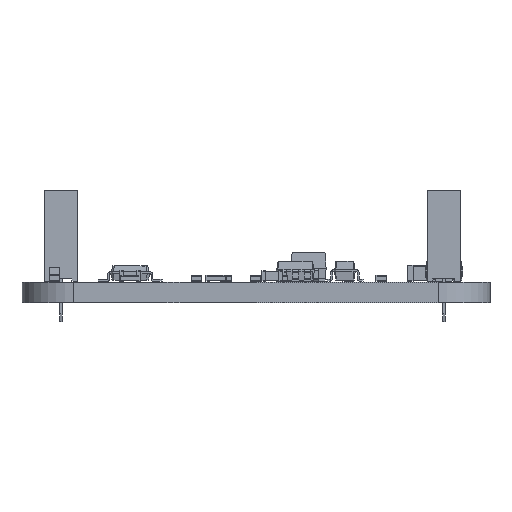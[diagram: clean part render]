
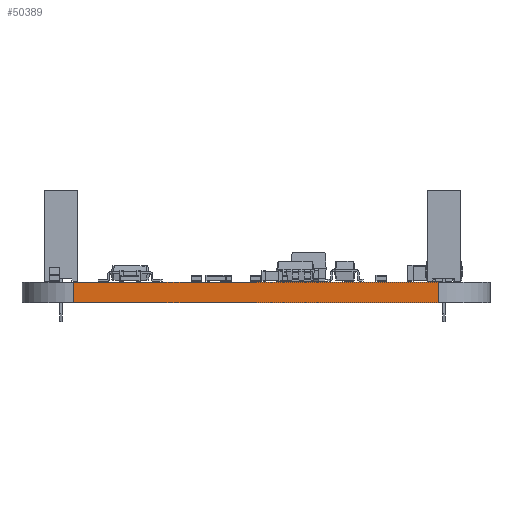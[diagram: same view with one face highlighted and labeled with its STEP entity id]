
A CAD part, left-side view. The second image highlights one B-rep face of the part: STEP entity #50389.
In plain terms, the highlighted planar face has unit normal (-1, 0, 0).
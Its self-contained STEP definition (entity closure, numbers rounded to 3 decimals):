
#50206 = CYLINDRICAL_SURFACE('',#50207,4.);
#50207 = AXIS2_PLACEMENT_3D('',#50208,#50209,#50210);
#50208 = CARTESIAN_POINT('',(123.33,-75.43,0.));
#50209 = DIRECTION('',(0.,0.,-1.));
#50210 = DIRECTION('',(1.,0.,0.));
#50231 = VERTEX_POINT('',#50232);
#50232 = CARTESIAN_POINT('',(119.33,-75.43,1.6));
#50247 = PLANE('',#50248);
#50248 = AXIS2_PLACEMENT_3D('',#50249,#50250,#50251);
#50249 = CARTESIAN_POINT('',(148.83,-89.43,1.6));
#50250 = DIRECTION('',(0.,0.,1.));
#50251 = DIRECTION('',(1.,0.,0.));
#50259 = EDGE_CURVE('',#50260,#50231,#50262,.T.);
#50260 = VERTEX_POINT('',#50261);
#50261 = CARTESIAN_POINT('',(119.33,-75.43,0.));
#50262 = SURFACE_CURVE('',#50263,(#50267,#50274),.PCURVE_S1.);
#50263 = LINE('',#50264,#50265);
#50264 = CARTESIAN_POINT('',(119.33,-75.43,0.));
#50265 = VECTOR('',#50266,1.);
#50266 = DIRECTION('',(0.,0.,1.));
#50267 = PCURVE('',#50206,#50268);
#50268 = DEFINITIONAL_REPRESENTATION('',(#50269),#50273);
#50269 = LINE('',#50270,#50271);
#50270 = CARTESIAN_POINT('',(-3.142,0.));
#50271 = VECTOR('',#50272,1.);
#50272 = DIRECTION('',(0.,-1.));
#50273 = ( GEOMETRIC_REPRESENTATION_CONTEXT(2) 
PARAMETRIC_REPRESENTATION_CONTEXT() REPRESENTATION_CONTEXT('2D SPACE',''
  ) );
#50274 = PCURVE('',#50275,#50280);
#50275 = PLANE('',#50276);
#50276 = AXIS2_PLACEMENT_3D('',#50277,#50278,#50279);
#50277 = CARTESIAN_POINT('',(119.33,-75.43,0.));
#50278 = DIRECTION('',(1.,0.,0.));
#50279 = DIRECTION('',(0.,-1.,0.));
#50280 = DEFINITIONAL_REPRESENTATION('',(#50281),#50285);
#50281 = LINE('',#50282,#50283);
#50282 = CARTESIAN_POINT('',(0.,0.));
#50283 = VECTOR('',#50284,1.);
#50284 = DIRECTION('',(0.,-1.));
#50285 = ( GEOMETRIC_REPRESENTATION_CONTEXT(2) 
PARAMETRIC_REPRESENTATION_CONTEXT() REPRESENTATION_CONTEXT('2D SPACE',''
  ) );
#50302 = PLANE('',#50303);
#50303 = AXIS2_PLACEMENT_3D('',#50304,#50305,#50306);
#50304 = CARTESIAN_POINT('',(148.83,-89.43,0.));
#50305 = DIRECTION('',(0.,0.,1.));
#50306 = DIRECTION('',(1.,0.,0.));
#50389 = ADVANCED_FACE('',(#50390),#50275,.F.);
#50390 = FACE_BOUND('',#50391,.F.);
#50391 = EDGE_LOOP('',(#50392,#50393,#50416,#50444));
#50392 = ORIENTED_EDGE('',*,*,#50259,.T.);
#50393 = ORIENTED_EDGE('',*,*,#50394,.T.);
#50394 = EDGE_CURVE('',#50231,#50395,#50397,.T.);
#50395 = VERTEX_POINT('',#50396);
#50396 = CARTESIAN_POINT('',(119.33,-103.43,1.6));
#50397 = SURFACE_CURVE('',#50398,(#50402,#50409),.PCURVE_S1.);
#50398 = LINE('',#50399,#50400);
#50399 = CARTESIAN_POINT('',(119.33,-75.43,1.6));
#50400 = VECTOR('',#50401,1.);
#50401 = DIRECTION('',(0.,-1.,0.));
#50402 = PCURVE('',#50275,#50403);
#50403 = DEFINITIONAL_REPRESENTATION('',(#50404),#50408);
#50404 = LINE('',#50405,#50406);
#50405 = CARTESIAN_POINT('',(0.,-1.6));
#50406 = VECTOR('',#50407,1.);
#50407 = DIRECTION('',(1.,0.));
#50408 = ( GEOMETRIC_REPRESENTATION_CONTEXT(2) 
PARAMETRIC_REPRESENTATION_CONTEXT() REPRESENTATION_CONTEXT('2D SPACE',''
  ) );
#50409 = PCURVE('',#50247,#50410);
#50410 = DEFINITIONAL_REPRESENTATION('',(#50411),#50415);
#50411 = LINE('',#50412,#50413);
#50412 = CARTESIAN_POINT('',(-29.5,14.));
#50413 = VECTOR('',#50414,1.);
#50414 = DIRECTION('',(0.,-1.));
#50415 = ( GEOMETRIC_REPRESENTATION_CONTEXT(2) 
PARAMETRIC_REPRESENTATION_CONTEXT() REPRESENTATION_CONTEXT('2D SPACE',''
  ) );
#50416 = ORIENTED_EDGE('',*,*,#50417,.F.);
#50417 = EDGE_CURVE('',#50418,#50395,#50420,.T.);
#50418 = VERTEX_POINT('',#50419);
#50419 = CARTESIAN_POINT('',(119.33,-103.43,0.));
#50420 = SURFACE_CURVE('',#50421,(#50425,#50432),.PCURVE_S1.);
#50421 = LINE('',#50422,#50423);
#50422 = CARTESIAN_POINT('',(119.33,-103.43,0.));
#50423 = VECTOR('',#50424,1.);
#50424 = DIRECTION('',(0.,0.,1.));
#50425 = PCURVE('',#50275,#50426);
#50426 = DEFINITIONAL_REPRESENTATION('',(#50427),#50431);
#50427 = LINE('',#50428,#50429);
#50428 = CARTESIAN_POINT('',(28.,0.));
#50429 = VECTOR('',#50430,1.);
#50430 = DIRECTION('',(0.,-1.));
#50431 = ( GEOMETRIC_REPRESENTATION_CONTEXT(2) 
PARAMETRIC_REPRESENTATION_CONTEXT() REPRESENTATION_CONTEXT('2D SPACE',''
  ) );
#50432 = PCURVE('',#50433,#50438);
#50433 = CYLINDRICAL_SURFACE('',#50434,4.);
#50434 = AXIS2_PLACEMENT_3D('',#50435,#50436,#50437);
#50435 = CARTESIAN_POINT('',(123.33,-103.43,0.));
#50436 = DIRECTION('',(0.,0.,-1.));
#50437 = DIRECTION('',(1.,0.,0.));
#50438 = DEFINITIONAL_REPRESENTATION('',(#50439),#50443);
#50439 = LINE('',#50440,#50441);
#50440 = CARTESIAN_POINT('',(-3.142,0.));
#50441 = VECTOR('',#50442,1.);
#50442 = DIRECTION('',(0.,-1.));
#50443 = ( GEOMETRIC_REPRESENTATION_CONTEXT(2) 
PARAMETRIC_REPRESENTATION_CONTEXT() REPRESENTATION_CONTEXT('2D SPACE',''
  ) );
#50444 = ORIENTED_EDGE('',*,*,#50445,.F.);
#50445 = EDGE_CURVE('',#50260,#50418,#50446,.T.);
#50446 = SURFACE_CURVE('',#50447,(#50451,#50458),.PCURVE_S1.);
#50447 = LINE('',#50448,#50449);
#50448 = CARTESIAN_POINT('',(119.33,-75.43,0.));
#50449 = VECTOR('',#50450,1.);
#50450 = DIRECTION('',(0.,-1.,0.));
#50451 = PCURVE('',#50275,#50452);
#50452 = DEFINITIONAL_REPRESENTATION('',(#50453),#50457);
#50453 = LINE('',#50454,#50455);
#50454 = CARTESIAN_POINT('',(0.,0.));
#50455 = VECTOR('',#50456,1.);
#50456 = DIRECTION('',(1.,0.));
#50457 = ( GEOMETRIC_REPRESENTATION_CONTEXT(2) 
PARAMETRIC_REPRESENTATION_CONTEXT() REPRESENTATION_CONTEXT('2D SPACE',''
  ) );
#50458 = PCURVE('',#50302,#50459);
#50459 = DEFINITIONAL_REPRESENTATION('',(#50460),#50464);
#50460 = LINE('',#50461,#50462);
#50461 = CARTESIAN_POINT('',(-29.5,14.));
#50462 = VECTOR('',#50463,1.);
#50463 = DIRECTION('',(0.,-1.));
#50464 = ( GEOMETRIC_REPRESENTATION_CONTEXT(2) 
PARAMETRIC_REPRESENTATION_CONTEXT() REPRESENTATION_CONTEXT('2D SPACE',''
  ) );
